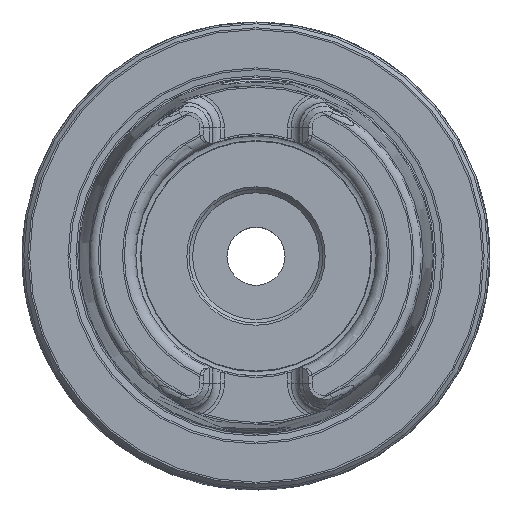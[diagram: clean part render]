
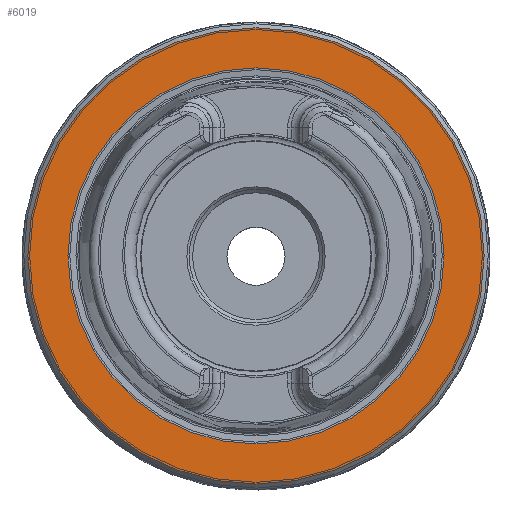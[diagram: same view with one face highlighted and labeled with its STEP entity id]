
A CAD part, top view. The second image highlights one B-rep face of the part: STEP entity #6019.
In plain terms, the highlighted planar face has unit normal (0, 0, 1).
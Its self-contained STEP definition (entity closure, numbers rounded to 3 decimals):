
#611=PLANE('',#6486);
#1606=ORIENTED_EDGE('',*,*,#2431,.T.);
#1607=ORIENTED_EDGE('',*,*,#2430,.F.);
#2430=EDGE_CURVE('',#2889,#2889,#3125,.T.);
#2431=EDGE_CURVE('',#2890,#2890,#3126,.T.);
#2889=VERTEX_POINT('',#9605);
#2890=VERTEX_POINT('',#9608);
#3125=CIRCLE('',#6485,16.195);
#3126=CIRCLE('',#6487,19.65);
#3422=EDGE_LOOP('',(#1606));
#3423=EDGE_LOOP('',(#1607));
#3796=FACE_BOUND('',#3422,.T.);
#3797=FACE_BOUND('',#3423,.T.);
#6019=ADVANCED_FACE('',(#3796,#3797),#611,.T.);
#6485=AXIS2_PLACEMENT_3D('',#9604,#7510,#7511);
#6486=AXIS2_PLACEMENT_3D('',#9606,#7512,#7513);
#6487=AXIS2_PLACEMENT_3D('',#9607,#7514,#7515);
#7510=DIRECTION('',(0.,0.,1.));
#7511=DIRECTION('',(1.,0.,0.));
#7512=DIRECTION('',(0.,0.,1.));
#7513=DIRECTION('',(1.,0.,0.));
#7514=DIRECTION('',(0.,0.,1.));
#7515=DIRECTION('',(1.,0.,0.));
#9604=CARTESIAN_POINT('',(0.,0.,0.2));
#9605=CARTESIAN_POINT('',(16.195,0.,0.2));
#9606=CARTESIAN_POINT('',(16.195,0.,0.2));
#9607=CARTESIAN_POINT('',(0.,0.,0.2));
#9608=CARTESIAN_POINT('',(19.65,0.,0.2));
